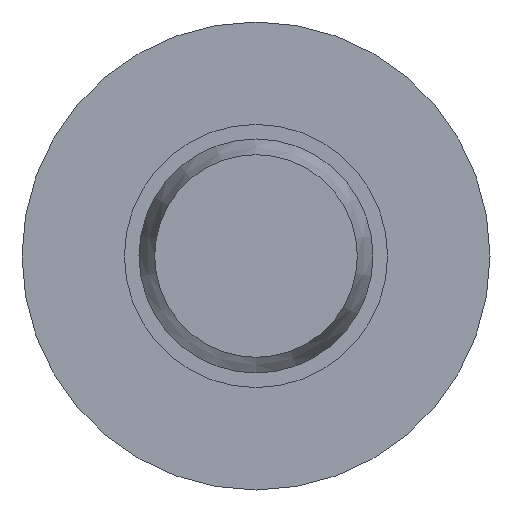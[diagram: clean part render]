
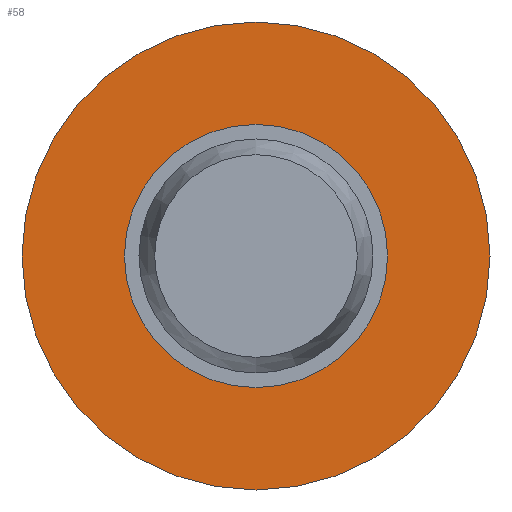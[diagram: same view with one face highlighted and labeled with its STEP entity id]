
A CAD part, front view. The second image highlights one B-rep face of the part: STEP entity #58.
In plain terms, the highlighted planar face has unit normal (0, -1, 0).
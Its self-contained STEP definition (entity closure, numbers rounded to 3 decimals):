
#58 = ADVANCED_FACE( '', ( #119, #120 ), #121, .F. );
#119 = FACE_BOUND( '', #172, .T. );
#120 = FACE_OUTER_BOUND( '', #173, .T. );
#121 = PLANE( '', #174 );
#172 = EDGE_LOOP( '', ( #241 ) );
#173 = EDGE_LOOP( '', ( #242 ) );
#174 = AXIS2_PLACEMENT_3D( '', #243, #244, #245 );
#241 = ORIENTED_EDGE( '', *, *, #267, .F. );
#242 = ORIENTED_EDGE( '', *, *, #255, .T. );
#243 = CARTESIAN_POINT( '', ( 8., 10., 0. ) );
#244 = DIRECTION( '', ( 0., 1., 0. ) );
#245 = DIRECTION( '', ( 0., 0., 1. ) );
#255 = EDGE_CURVE( '', #283, #283, #284, .T. );
#267 = EDGE_CURVE( '', #300, #300, #301, .T. );
#283 = VERTEX_POINT( '', #317 );
#284 = CIRCLE( '', #318, 8. );
#300 = VERTEX_POINT( '', #334 );
#301 = CIRCLE( '', #335, 4.5 );
#317 = CARTESIAN_POINT( '', ( 0., 10., -8. ) );
#318 = AXIS2_PLACEMENT_3D( '', #352, #353, #354 );
#334 = CARTESIAN_POINT( '', ( 0., 10., -4.5 ) );
#335 = AXIS2_PLACEMENT_3D( '', #367, #368, #369 );
#352 = CARTESIAN_POINT( '', ( 0., 10., 0. ) );
#353 = DIRECTION( '', ( 0., -1., 0. ) );
#354 = DIRECTION( '', ( 0., 0., -1. ) );
#367 = CARTESIAN_POINT( '', ( 0., 10., 0. ) );
#368 = DIRECTION( '', ( 0., -1., 0. ) );
#369 = DIRECTION( '', ( 0., 0., -1. ) );
